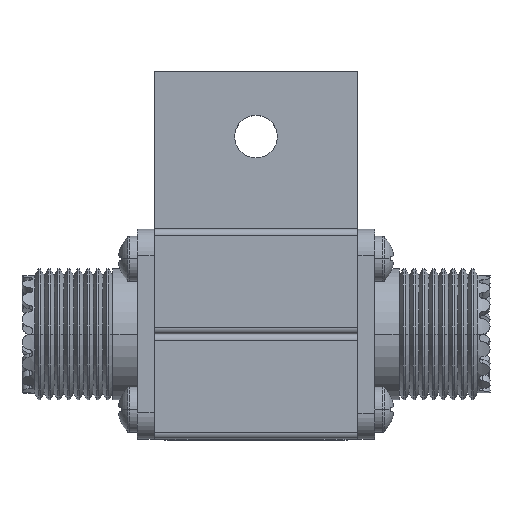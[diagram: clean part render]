
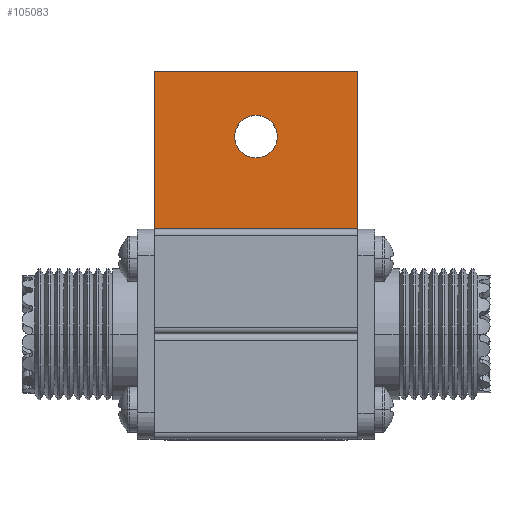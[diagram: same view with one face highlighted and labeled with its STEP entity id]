
A CAD part, top view. The second image highlights one B-rep face of the part: STEP entity #105083.
In plain terms, the highlighted face is planar.
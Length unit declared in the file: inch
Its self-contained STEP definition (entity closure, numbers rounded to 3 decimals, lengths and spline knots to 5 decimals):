
#805 = ORIENTED_EDGE ( 'NONE', *, *, #85418, .T. ) ;
#995 = CARTESIAN_POINT ( 'NONE',  ( 0., 0., 0.485 ) ) ;
#3078 = VERTEX_POINT ( 'NONE', #54355 ) ;
#4491 = LINE ( 'NONE', #71107, #19992 ) ;
#9011 = PLANE ( 'NONE',  #96546 ) ;
#9200 = CARTESIAN_POINT ( 'NONE',  ( 0.75, 0., -0.485 ) ) ;
#9805 = VERTEX_POINT ( 'NONE', #58618 ) ;
#14054 = VERTEX_POINT ( 'NONE', #64022 ) ;
#18039 = CARTESIAN_POINT ( 'NONE',  ( 0., 0., 0.485 ) ) ;
#19992 = VECTOR ( 'NONE', #36996, 39.37008 ) ;
#23627 = CARTESIAN_POINT ( 'NONE',  ( 0.75, 0., 0.485 ) ) ;
#27814 = AXIS2_PLACEMENT_3D ( 'NONE', #59791, #51240, #68799 ) ;
#29159 = VERTEX_POINT ( 'NONE', #9200 ) ;
#29947 = CARTESIAN_POINT ( 'NONE',  ( 0.75, 0., 0.485 ) ) ;
#31958 = DIRECTION ( 'NONE',  ( 0., 1., 0. ) ) ;
#32342 = EDGE_CURVE ( 'NONE', #41954, #29159, #94469, .T. ) ;
#32549 = AXIS2_PLACEMENT_3D ( 'NONE', #60582, #34475, #36549 ) ;
#34475 = DIRECTION ( 'NONE',  ( 0., 1., 0. ) ) ;
#35221 = EDGE_CURVE ( 'NONE', #3078, #41954, #49464, .T. ) ;
#36549 = DIRECTION ( 'NONE',  ( 0., 0., 1. ) ) ;
#36996 = DIRECTION ( 'NONE',  ( 1., 0., 0. ) ) ;
#38009 = VECTOR ( 'NONE', #77395, 39.37008 ) ;
#38559 = LINE ( 'NONE', #71079, #77260 ) ;
#41954 = VERTEX_POINT ( 'NONE', #23627 ) ;
#44657 = EDGE_LOOP ( 'NONE', ( #75262, #61417 ) ) ;
#47375 = FACE_BOUND ( 'NONE', #44657, .T. ) ;
#47579 = ORIENTED_EDGE ( 'NONE', *, *, #35221, .F. ) ;
#49464 = LINE ( 'NONE', #18039, #96952 ) ;
#51240 = DIRECTION ( 'NONE',  ( 0., 1., 0. ) ) ;
#52594 = EDGE_CURVE ( 'NONE', #14054, #9805, #80194, .T. ) ;
#54355 = CARTESIAN_POINT ( 'NONE',  ( 0., 0., 0.485 ) ) ;
#55227 = EDGE_CURVE ( 'NONE', #3078, #88302, #38559, .T. ) ;
#57516 = FACE_OUTER_BOUND ( 'NONE', #74775, .T. ) ;
#58618 = CARTESIAN_POINT ( 'NONE',  ( 0.44, 0., -0.1015 ) ) ;
#59791 = CARTESIAN_POINT ( 'NONE',  ( 0.44, 0., 0. ) ) ;
#60582 = CARTESIAN_POINT ( 'NONE',  ( 0.44, 0., 0. ) ) ;
#61417 = ORIENTED_EDGE ( 'NONE', *, *, #74807, .T. ) ;
#64022 = CARTESIAN_POINT ( 'NONE',  ( 0.44, 0., 0.1015 ) ) ;
#66033 = DIRECTION ( 'NONE',  ( 1., 0., 0. ) ) ;
#67945 = CARTESIAN_POINT ( 'NONE',  ( 0., 0., -0.485 ) ) ;
#68799 = DIRECTION ( 'NONE',  ( 0., 0., 1. ) ) ;
#71079 = CARTESIAN_POINT ( 'NONE',  ( 0., 0., 0.485 ) ) ;
#71107 = CARTESIAN_POINT ( 'NONE',  ( 0., 0., -0.485 ) ) ;
#74775 = EDGE_LOOP ( 'NONE', ( #805, #86590, #47579, #85266 ) ) ;
#74807 = EDGE_CURVE ( 'NONE', #9805, #14054, #80628, .T. ) ;
#75262 = ORIENTED_EDGE ( 'NONE', *, *, #52594, .T. ) ;
#77260 = VECTOR ( 'NONE', #104132, 39.37008 ) ;
#77395 = DIRECTION ( 'NONE',  ( 0., 0., -1. ) ) ;
#80194 = CIRCLE ( 'NONE', #32549, 0.1015 ) ;
#80628 = CIRCLE ( 'NONE', #27814, 0.1015 ) ;
#85266 = ORIENTED_EDGE ( 'NONE', *, *, #55227, .T. ) ;
#85418 = EDGE_CURVE ( 'NONE', #88302, #29159, #4491, .T. ) ;
#86590 = ORIENTED_EDGE ( 'NONE', *, *, #32342, .F. ) ;
#88302 = VERTEX_POINT ( 'NONE', #67945 ) ;
#94469 = LINE ( 'NONE', #29947, #38009 ) ;
#96473 = DIRECTION ( 'NONE',  ( 0., 0., 1. ) ) ;
#96546 = AXIS2_PLACEMENT_3D ( 'NONE', #995, #31958, #96473 ) ;
#96952 = VECTOR ( 'NONE', #66033, 39.37008 ) ;
#104132 = DIRECTION ( 'NONE',  ( 0., 0., -1. ) ) ;
#105083 = ADVANCED_FACE ( 'NONE', ( #47375, #57516 ), #9011, .F. ) ;
